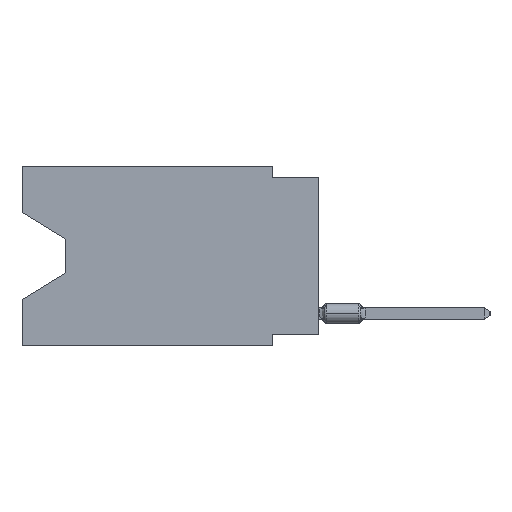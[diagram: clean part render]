
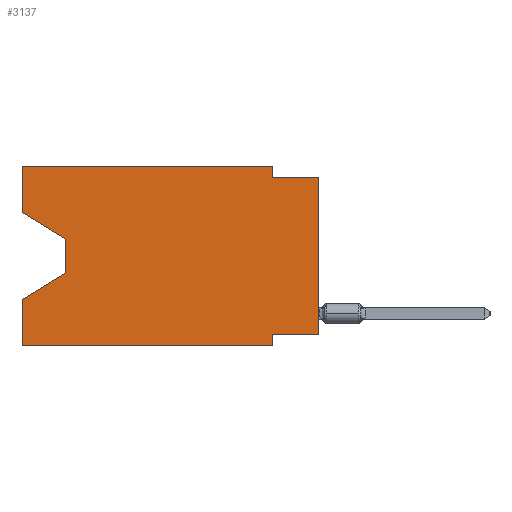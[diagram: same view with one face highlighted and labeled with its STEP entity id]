
A CAD part, left-side view. The second image highlights one B-rep face of the part: STEP entity #3137.
In plain terms, the highlighted planar face has unit normal (-1, 0, 0).
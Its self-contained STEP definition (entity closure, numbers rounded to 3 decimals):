
#395 = DIRECTION ( 'NONE',  ( 0., 0., 1. ) ) ;
#665 = VERTEX_POINT ( 'NONE', #30187 ) ;
#746 = DIRECTION ( 'NONE',  ( 0., 0., -1. ) ) ;
#948 = CARTESIAN_POINT ( 'NONE',  ( 0., 2.54, -9.906 ) ) ;
#1228 = LINE ( 'NONE', #1635, #8005 ) ;
#1635 = CARTESIAN_POINT ( 'NONE',  ( 0., 16.383, 0. ) ) ;
#2251 = VECTOR ( 'NONE', #12866, 1000. ) ;
#2762 = ORIENTED_EDGE ( 'NONE', *, *, #12965, .T. ) ;
#3137 = ADVANCED_FACE ( 'NONE', ( #6519 ), #39287, .F. ) ;
#3254 = AXIS2_PLACEMENT_3D ( 'NONE', #15957, #23105, #13020 ) ;
#4048 = VERTEX_POINT ( 'NONE', #29509 ) ;
#4219 = VECTOR ( 'NONE', #39563, 1000. ) ;
#4368 = ORIENTED_EDGE ( 'NONE', *, *, #4423, .F. ) ;
#4423 = EDGE_CURVE ( 'NONE', #18466, #9121, #1228, .T. ) ;
#5395 = EDGE_CURVE ( 'NONE', #41129, #14381, #31658, .T. ) ;
#5549 = ORIENTED_EDGE ( 'NONE', *, *, #32184, .F. ) ;
#6213 = CARTESIAN_POINT ( 'NONE',  ( 0., 2.54, -9.906 ) ) ;
#6322 = CARTESIAN_POINT ( 'NONE',  ( 0., 16.383, -9.906 ) ) ;
#6519 = FACE_OUTER_BOUND ( 'NONE', #37231, .T. ) ;
#8005 = VECTOR ( 'NONE', #8164, 1000. ) ;
#8164 = DIRECTION ( 'NONE',  ( 0., 0., 1. ) ) ;
#8484 = VERTEX_POINT ( 'NONE', #20619 ) ;
#9033 = CARTESIAN_POINT ( 'NONE',  ( 0., 16.383, 0. ) ) ;
#9121 = VERTEX_POINT ( 'NONE', #32915 ) ;
#9689 = ORIENTED_EDGE ( 'NONE', *, *, #21292, .F. ) ;
#10244 = EDGE_CURVE ( 'NONE', #40780, #17988, #26923, .T. ) ;
#10931 = ORIENTED_EDGE ( 'NONE', *, *, #5395, .F. ) ;
#11505 = VECTOR ( 'NONE', #395, 1000. ) ;
#12664 = LINE ( 'NONE', #15595, #2251 ) ;
#12866 = DIRECTION ( 'NONE',  ( 0., -1., 0. ) ) ;
#12965 = EDGE_CURVE ( 'NONE', #41129, #20433, #12664, .T. ) ;
#13020 = DIRECTION ( 'NONE',  ( 0., 0., -1. ) ) ;
#13791 = LINE ( 'NONE', #26820, #17004 ) ;
#13815 = CARTESIAN_POINT ( 'NONE',  ( 0., 16.383, -7.36 ) ) ;
#14224 = EDGE_CURVE ( 'NONE', #26425, #20433, #40044, .T. ) ;
#14381 = VERTEX_POINT ( 'NONE', #13815 ) ;
#14770 = VECTOR ( 'NONE', #38474, 1000. ) ;
#15595 = CARTESIAN_POINT ( 'NONE',  ( 0., 16.383, -9.906 ) ) ;
#15872 = CARTESIAN_POINT ( 'NONE',  ( 0., 16.383, 0. ) ) ;
#15957 = CARTESIAN_POINT ( 'NONE',  ( 0., 16.383, 0. ) ) ;
#16061 = LINE ( 'NONE', #38376, #20802 ) ;
#16326 = ORIENTED_EDGE ( 'NONE', *, *, #14224, .F. ) ;
#16850 = LINE ( 'NONE', #32630, #4219 ) ;
#17004 = VECTOR ( 'NONE', #26610, 1000. ) ;
#17007 = VECTOR ( 'NONE', #38240, 1000. ) ;
#17988 = VERTEX_POINT ( 'NONE', #40195 ) ;
#18425 = ORIENTED_EDGE ( 'NONE', *, *, #40096, .F. ) ;
#18466 = VERTEX_POINT ( 'NONE', #39160 ) ;
#18886 = DIRECTION ( 'NONE',  ( 0., -1., 0. ) ) ;
#19293 = LINE ( 'NONE', #21616, #30925 ) ;
#19507 = VECTOR ( 'NONE', #37551, 1000. ) ;
#20433 = VERTEX_POINT ( 'NONE', #6213 ) ;
#20619 = CARTESIAN_POINT ( 'NONE',  ( 0., 0., -0.635 ) ) ;
#20802 = VECTOR ( 'NONE', #29308, 1000. ) ;
#21292 = EDGE_CURVE ( 'NONE', #4048, #8484, #19293, .T. ) ;
#21616 = CARTESIAN_POINT ( 'NONE',  ( 0., 0., -0.635 ) ) ;
#21772 = VECTOR ( 'NONE', #746, 1000. ) ;
#22527 = EDGE_CURVE ( 'NONE', #40279, #8484, #32152, .T. ) ;
#22834 = ORIENTED_EDGE ( 'NONE', *, *, #22527, .T. ) ;
#23105 = DIRECTION ( 'NONE',  ( 1., 0., 0. ) ) ;
#25006 = LINE ( 'NONE', #9033, #17007 ) ;
#25494 = CARTESIAN_POINT ( 'NONE',  ( 0., 13.97, -4.013 ) ) ;
#26425 = VERTEX_POINT ( 'NONE', #36571 ) ;
#26610 = DIRECTION ( 'NONE',  ( 0., 0., -1. ) ) ;
#26711 = CARTESIAN_POINT ( 'NONE',  ( 0., 13.97, -4.013 ) ) ;
#26820 = CARTESIAN_POINT ( 'NONE',  ( 0., 2.54, 0. ) ) ;
#26923 = LINE ( 'NONE', #26711, #40356 ) ;
#27860 = EDGE_CURVE ( 'NONE', #40279, #26425, #16061, .T. ) ;
#28395 = LINE ( 'NONE', #41227, #14770 ) ;
#29076 = ORIENTED_EDGE ( 'NONE', *, *, #35594, .T. ) ;
#29308 = DIRECTION ( 'NONE',  ( 0., 1., 0. ) ) ;
#29509 = CARTESIAN_POINT ( 'NONE',  ( 0., 2.54, -0.635 ) ) ;
#30187 = CARTESIAN_POINT ( 'NONE',  ( 0., 2.54, 0. ) ) ;
#30925 = VECTOR ( 'NONE', #18886, 1000. ) ;
#31658 = LINE ( 'NONE', #15872, #19507 ) ;
#32152 = LINE ( 'NONE', #34890, #11505 ) ;
#32184 = EDGE_CURVE ( 'NONE', #9121, #665, #25006, .T. ) ;
#32630 = CARTESIAN_POINT ( 'NONE',  ( 0., 16.383, -2.546 ) ) ;
#32915 = CARTESIAN_POINT ( 'NONE',  ( 0., 16.383, 0. ) ) ;
#33398 = ORIENTED_EDGE ( 'NONE', *, *, #37722, .T. ) ;
#34579 = CARTESIAN_POINT ( 'NONE',  ( 0., 0., -9.271 ) ) ;
#34890 = CARTESIAN_POINT ( 'NONE',  ( 0., 0., 0. ) ) ;
#35594 = EDGE_CURVE ( 'NONE', #17988, #14381, #28395, .T. ) ;
#36571 = CARTESIAN_POINT ( 'NONE',  ( 0., 2.54, -9.271 ) ) ;
#37020 = ORIENTED_EDGE ( 'NONE', *, *, #27860, .F. ) ;
#37231 = EDGE_LOOP ( 'NONE', ( #33398, #40135, #29076, #10931, #2762, #16326, #37020, #22834, #9689, #18425, #5549, #4368 ) ) ;
#37551 = DIRECTION ( 'NONE',  ( 0., 0., 1. ) ) ;
#37722 = EDGE_CURVE ( 'NONE', #18466, #40780, #16850, .T. ) ;
#38240 = DIRECTION ( 'NONE',  ( 0., -1., 0. ) ) ;
#38376 = CARTESIAN_POINT ( 'NONE',  ( 0., 0., -9.271 ) ) ;
#38474 = DIRECTION ( 'NONE',  ( 0., 0.855, -0.519 ) ) ;
#39160 = CARTESIAN_POINT ( 'NONE',  ( 0., 16.383, -2.546 ) ) ;
#39287 = PLANE ( 'NONE',  #3254 ) ;
#39563 = DIRECTION ( 'NONE',  ( 0., -0.855, -0.519 ) ) ;
#39956 = DIRECTION ( 'NONE',  ( 0., 0., -1. ) ) ;
#40044 = LINE ( 'NONE', #948, #21772 ) ;
#40096 = EDGE_CURVE ( 'NONE', #665, #4048, #13791, .T. ) ;
#40135 = ORIENTED_EDGE ( 'NONE', *, *, #10244, .T. ) ;
#40195 = CARTESIAN_POINT ( 'NONE',  ( 0., 13.97, -5.893 ) ) ;
#40279 = VERTEX_POINT ( 'NONE', #34579 ) ;
#40356 = VECTOR ( 'NONE', #39956, 1000. ) ;
#40780 = VERTEX_POINT ( 'NONE', #25494 ) ;
#41129 = VERTEX_POINT ( 'NONE', #6322 ) ;
#41227 = CARTESIAN_POINT ( 'NONE',  ( 0., 13.97, -5.893 ) ) ;
